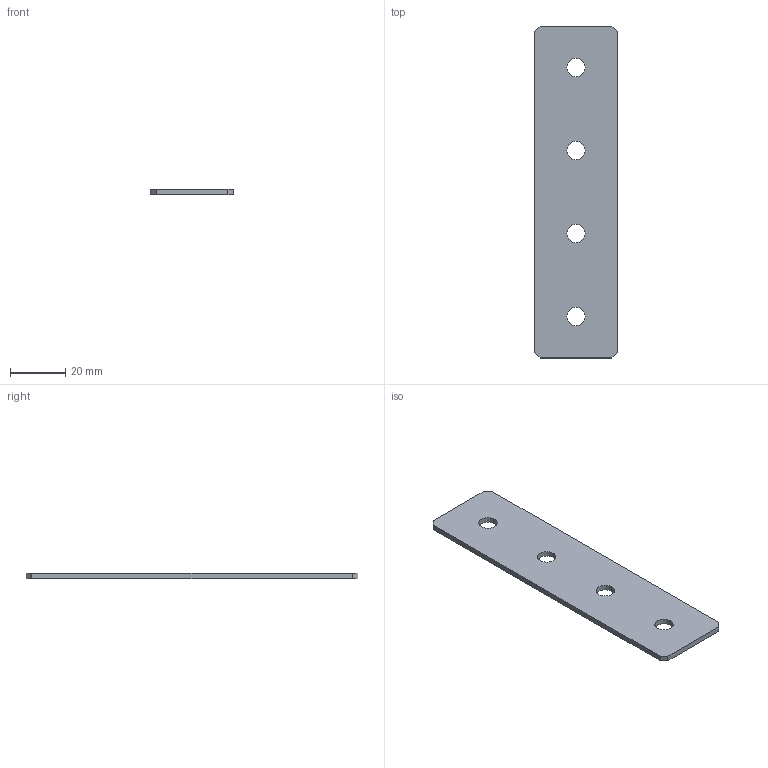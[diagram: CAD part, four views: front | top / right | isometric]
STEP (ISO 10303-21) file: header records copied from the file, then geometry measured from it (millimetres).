
FILE_DESCRIPTION (( 'STEP AP214' ), '1' );
FILE_NAME ('Ï-Ïëàñòèíà 30 ñåðèÿ 1õ4 4îòâ 30õ120õ2.STEP', '2022-02-22T12:35:42', ( 'user' ), ( '' ), 'SwSTEP 2.0', 'SolidWorks 2021', '' );
FILE_SCHEMA (( 'AUTOMOTIVE_DESIGN' ));
Length unit declared in the file: millimetre
Products named in the file (1): Ï-Ïëàñòèíà 30 ñåðèÿ 1õ4 4îòâ 30õ120õ2
Bounding box: 30 x 120 x 2 mm (x, y, z)
Volume: 6910.3 mm3; surface area: 7666.8 mm2
Topology: 1 solids, 1 shells, 18 faces, 48 edges, 32 vertices
Faces by surface type: plane 10, cylinder 8
Entity records: 618 total; most frequent: DIRECTION 102, CARTESIAN_POINT 99, ORIENTED_EDGE 96, EDGE_CURVE 48, AXIS2_PLACEMENT_3D 35, LINE 32, VERTEX_POINT 32, VECTOR 32
